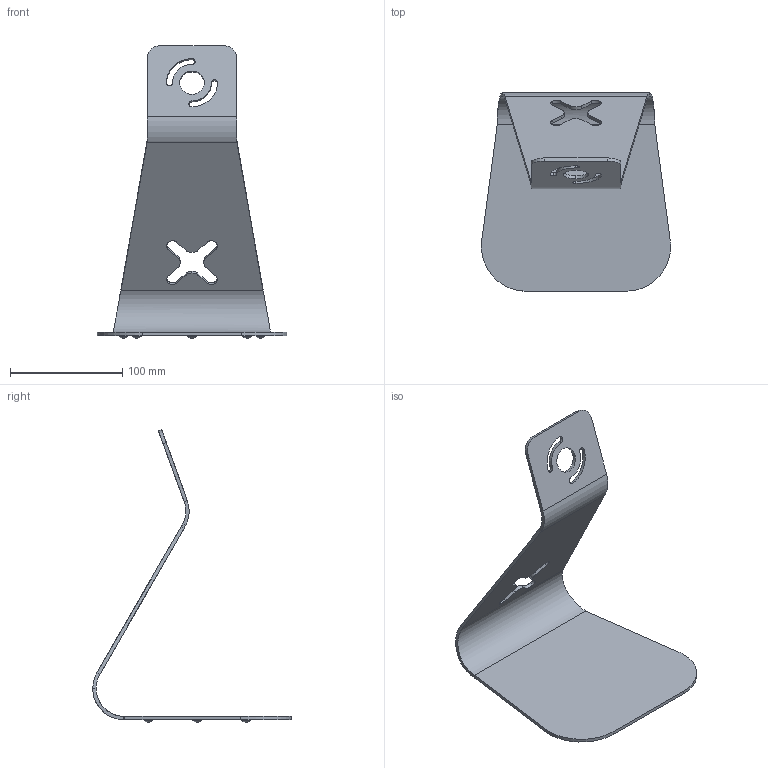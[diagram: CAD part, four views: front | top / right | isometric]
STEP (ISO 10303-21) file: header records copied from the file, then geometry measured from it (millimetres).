
FILE_DESCRIPTION (( 'STEP AP214' ), '1' );
FILE_NAME ('+JSBRU006.STEP', '2018-12-20T13:02:43', ( '' ), ( '' ), 'SwSTEP 2.0', 'SolidWorks 2018', '' );
FILE_SCHEMA (( 'AUTOMOTIVE_DESIGN' ));
Length unit declared in the file: millimetre
Products named in the file (3): DISTANZ98; STAFFA5093 R02; +JSBRU006
Assembly tree (7 placements, depth 2):
  +JSBRU006
    STAFFA5093 R02
    DISTANZ98  x6
Bounding box: 168.49 x 176.66 x 260.39 mm (x, y, z)
Volume: 154047.2 mm3; surface area: 107759.6 mm2
Topology: 7 solids, 7 shells, 94 faces, 238 edges, 146 vertices
Faces by surface type: cylinder 34, plane 30, bspline 18, torus 12
Entity records: 2550 total; most frequent: CARTESIAN_POINT 786, ORIENTED_EDGE 372, DIRECTION 304, EDGE_CURVE 186, VERTEX_POINT 121, AXIS2_PLACEMENT_3D 107, LINE 90, VECTOR 90
